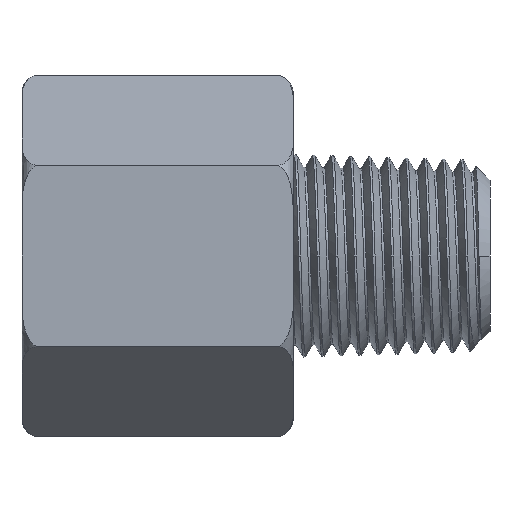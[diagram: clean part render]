
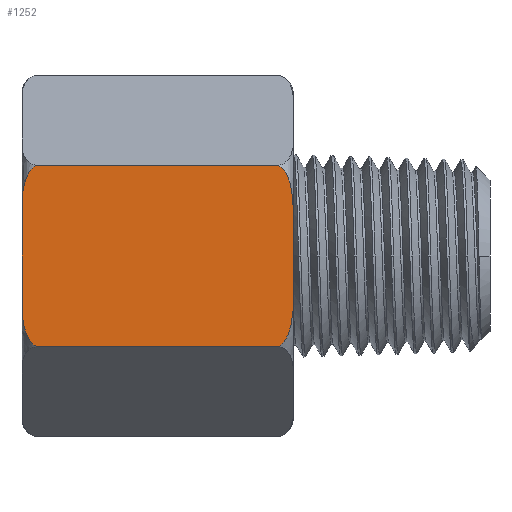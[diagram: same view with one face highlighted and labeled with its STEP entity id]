
A CAD part, front view. The second image highlights one B-rep face of the part: STEP entity #1252.
In plain terms, the highlighted face is planar.
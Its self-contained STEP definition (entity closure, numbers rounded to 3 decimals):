
#49=PLANE('',#1335);
#84=FACE_OUTER_BOUND('',#156,.T.);
#156=EDGE_LOOP('',(#977,#978,#979,#980,#981,#982,#983,#984));
#263=B_SPLINE_CURVE_WITH_KNOTS('',3,(#20133,#20134,#20135,#20136,#20137,
#20138,#20139,#20140,#20141,#20142,#20143,#20144,#20145,#20146),
 .UNSPECIFIED.,.F.,.F.,(4,2,2,2,2,2,4),(12.235,12.942,
13.268,13.595,13.793,13.991,14.022),
 .UNSPECIFIED.);
#264=B_SPLINE_CURVE_WITH_KNOTS('',3,(#20150,#20151,#20152,#20153,#20154,
#20155,#20156,#20157,#20158,#20159,#20160,#20161,#20162,#20163,#20164,#20165),
 .UNSPECIFIED.,.F.,.F.,(4,2,2,2,2,2,2,4),(4.999,5.029,
5.227,5.425,5.752,6.079,6.834,
7.589),.UNSPECIFIED.);
#265=B_SPLINE_CURVE_WITH_KNOTS('',3,(#20168,#20169,#20170,#20171,#20172,
#20173,#20174,#20175,#20176,#20177,#20178,#20179,#20180,#20181,#20182,#20183),
 .UNSPECIFIED.,.F.,.F.,(4,2,2,2,2,2,2,4),(11.431,12.186,
12.942,13.268,13.595,13.793,13.991,
14.022),.UNSPECIFIED.);
#266=B_SPLINE_CURVE_WITH_KNOTS('',3,(#20184,#20185,#20186,#20187,#20188,
#20189,#20190,#20191,#20192,#20193,#20194,#20195,#20196,#20197),
 .UNSPECIFIED.,.F.,.F.,(4,2,2,2,2,2,4),(4.999,5.029,
5.227,5.425,5.752,6.079,6.785),
 .UNSPECIFIED.);
#332=LINE('',#19836,#391);
#338=LINE('',#19877,#397);
#347=LINE('',#20148,#406);
#348=LINE('',#20167,#407);
#391=VECTOR('',#1469,1.);
#397=VECTOR('',#1491,1.);
#406=VECTOR('',#1508,1.);
#407=VECTOR('',#1509,1.);
#506=VERTEX_POINT('',#19833);
#507=VERTEX_POINT('',#19835);
#519=VERTEX_POINT('',#19861);
#520=VERTEX_POINT('',#19876);
#537=VERTEX_POINT('',#20132);
#538=VERTEX_POINT('',#20147);
#539=VERTEX_POINT('',#20149);
#540=VERTEX_POINT('',#20166);
#663=EDGE_CURVE('',#506,#507,#332,.T.);
#677=EDGE_CURVE('',#519,#520,#338,.T.);
#701=EDGE_CURVE('',#506,#537,#263,.T.);
#702=EDGE_CURVE('',#537,#538,#347,.T.);
#703=EDGE_CURVE('',#538,#539,#264,.T.);
#704=EDGE_CURVE('',#539,#540,#348,.T.);
#705=EDGE_CURVE('',#540,#520,#265,.T.);
#706=EDGE_CURVE('',#519,#507,#266,.T.);
#977=ORIENTED_EDGE('',*,*,#701,.T.);
#978=ORIENTED_EDGE('',*,*,#702,.T.);
#979=ORIENTED_EDGE('',*,*,#703,.T.);
#980=ORIENTED_EDGE('',*,*,#704,.T.);
#981=ORIENTED_EDGE('',*,*,#705,.T.);
#982=ORIENTED_EDGE('',*,*,#677,.F.);
#983=ORIENTED_EDGE('',*,*,#706,.T.);
#984=ORIENTED_EDGE('',*,*,#663,.F.);
#1252=ADVANCED_FACE('',(#84),#49,.T.);
#1335=AXIS2_PLACEMENT_3D('',#20131,#1506,#1507);
#1469=DIRECTION('',(0.,1.,0.));
#1491=DIRECTION('',(1.,0.,0.));
#1506=DIRECTION('center_axis',(0.,0.,1.));
#1507=DIRECTION('ref_axis',(0.,-1.,0.));
#1508=DIRECTION('',(1.,0.,0.));
#1509=DIRECTION('',(0.,1.,0.));
#19833=CARTESIAN_POINT('',(0.,-2.905,7.94));
#19835=CARTESIAN_POINT('',(0.,2.905,7.94));
#19836=CARTESIAN_POINT('',(0.,5.042,7.94));
#19861=CARTESIAN_POINT('',(0.717,4.584,7.94));
#19876=CARTESIAN_POINT('',(13.017,4.584,7.94));
#19877=CARTESIAN_POINT('',(-0.116,4.584,7.94));
#20131=CARTESIAN_POINT('Origin',(-0.116,4.584,7.94));
#20132=CARTESIAN_POINT('',(0.717,-4.584,7.94));
#20133=CARTESIAN_POINT('Ctrl Pts',(0.,-2.905,7.94));
#20134=CARTESIAN_POINT('Ctrl Pts',(0.023,-3.161,
7.94));
#20135=CARTESIAN_POINT('Ctrl Pts',(0.062,-3.415,
7.94));
#20136=CARTESIAN_POINT('Ctrl Pts',(0.15,-3.748,7.94));
#20137=CARTESIAN_POINT('Ctrl Pts',(0.187,-3.862,
7.94));
#20138=CARTESIAN_POINT('Ctrl Pts',(0.277,-4.082,
7.94));
#20139=CARTESIAN_POINT('Ctrl Pts',(0.332,-4.188,
7.94));
#20140=CARTESIAN_POINT('Ctrl Pts',(0.43,-4.333,7.94));
#20141=CARTESIAN_POINT('Ctrl Pts',(0.475,-4.39,7.94));
#20142=CARTESIAN_POINT('Ctrl Pts',(0.576,-4.491,
7.94));
#20143=CARTESIAN_POINT('Ctrl Pts',(0.632,-4.536,
7.94));
#20144=CARTESIAN_POINT('Ctrl Pts',(0.698,-4.574,
7.94));
#20145=CARTESIAN_POINT('Ctrl Pts',(0.708,-4.579,7.94));
#20146=CARTESIAN_POINT('Ctrl Pts',(0.717,-4.584,7.94));
#20147=CARTESIAN_POINT('',(13.017,-4.584,7.94));
#20148=CARTESIAN_POINT('',(-0.116,-4.584,7.94));
#20149=CARTESIAN_POINT('',(13.767,-2.049,7.94));
#20150=CARTESIAN_POINT('Ctrl Pts',(13.017,-4.584,7.94));
#20151=CARTESIAN_POINT('Ctrl Pts',(13.026,-4.579,7.94));
#20152=CARTESIAN_POINT('Ctrl Pts',(13.036,-4.574,7.94));
#20153=CARTESIAN_POINT('Ctrl Pts',(13.102,-4.536,7.94));
#20154=CARTESIAN_POINT('Ctrl Pts',(13.158,-4.491,7.94));
#20155=CARTESIAN_POINT('Ctrl Pts',(13.259,-4.39,7.94));
#20156=CARTESIAN_POINT('Ctrl Pts',(13.304,-4.333,7.94));
#20157=CARTESIAN_POINT('Ctrl Pts',(13.402,-4.188,7.94));
#20158=CARTESIAN_POINT('Ctrl Pts',(13.457,-4.082,7.94));
#20159=CARTESIAN_POINT('Ctrl Pts',(13.547,-3.862,7.94));
#20160=CARTESIAN_POINT('Ctrl Pts',(13.584,-3.748,7.94));
#20161=CARTESIAN_POINT('Ctrl Pts',(13.676,-3.399,7.94));
#20162=CARTESIAN_POINT('Ctrl Pts',(13.716,-3.127,7.94));
#20163=CARTESIAN_POINT('Ctrl Pts',(13.761,-2.577,7.94));
#20164=CARTESIAN_POINT('Ctrl Pts',(13.767,-2.3,7.94));
#20165=CARTESIAN_POINT('Ctrl Pts',(13.767,-2.049,7.94));
#20166=CARTESIAN_POINT('',(13.767,2.049,7.94));
#20167=CARTESIAN_POINT('',(13.767,2.292,7.94));
#20168=CARTESIAN_POINT('Ctrl Pts',(13.767,2.049,7.94));
#20169=CARTESIAN_POINT('Ctrl Pts',(13.767,2.3,7.94));
#20170=CARTESIAN_POINT('Ctrl Pts',(13.761,2.577,7.94));
#20171=CARTESIAN_POINT('Ctrl Pts',(13.716,3.127,7.94));
#20172=CARTESIAN_POINT('Ctrl Pts',(13.676,3.399,7.94));
#20173=CARTESIAN_POINT('Ctrl Pts',(13.584,3.748,7.94));
#20174=CARTESIAN_POINT('Ctrl Pts',(13.547,3.862,7.94));
#20175=CARTESIAN_POINT('Ctrl Pts',(13.457,4.082,7.94));
#20176=CARTESIAN_POINT('Ctrl Pts',(13.402,4.188,7.94));
#20177=CARTESIAN_POINT('Ctrl Pts',(13.304,4.333,7.94));
#20178=CARTESIAN_POINT('Ctrl Pts',(13.259,4.39,7.94));
#20179=CARTESIAN_POINT('Ctrl Pts',(13.158,4.491,7.94));
#20180=CARTESIAN_POINT('Ctrl Pts',(13.102,4.536,7.94));
#20181=CARTESIAN_POINT('Ctrl Pts',(13.036,4.574,7.94));
#20182=CARTESIAN_POINT('Ctrl Pts',(13.026,4.579,7.94));
#20183=CARTESIAN_POINT('Ctrl Pts',(13.017,4.584,7.94));
#20184=CARTESIAN_POINT('Ctrl Pts',(0.717,4.584,7.94));
#20185=CARTESIAN_POINT('Ctrl Pts',(0.708,4.579,7.94));
#20186=CARTESIAN_POINT('Ctrl Pts',(0.698,4.574,7.94));
#20187=CARTESIAN_POINT('Ctrl Pts',(0.632,4.536,7.94));
#20188=CARTESIAN_POINT('Ctrl Pts',(0.576,4.491,7.94));
#20189=CARTESIAN_POINT('Ctrl Pts',(0.475,4.39,7.94));
#20190=CARTESIAN_POINT('Ctrl Pts',(0.43,4.333,7.94));
#20191=CARTESIAN_POINT('Ctrl Pts',(0.332,4.188,7.94));
#20192=CARTESIAN_POINT('Ctrl Pts',(0.277,4.082,7.94));
#20193=CARTESIAN_POINT('Ctrl Pts',(0.187,3.862,7.94));
#20194=CARTESIAN_POINT('Ctrl Pts',(0.15,3.748,7.94));
#20195=CARTESIAN_POINT('Ctrl Pts',(0.062,3.415,
7.94));
#20196=CARTESIAN_POINT('Ctrl Pts',(0.023,3.161,
7.94));
#20197=CARTESIAN_POINT('Ctrl Pts',(0.,2.905,7.94));
